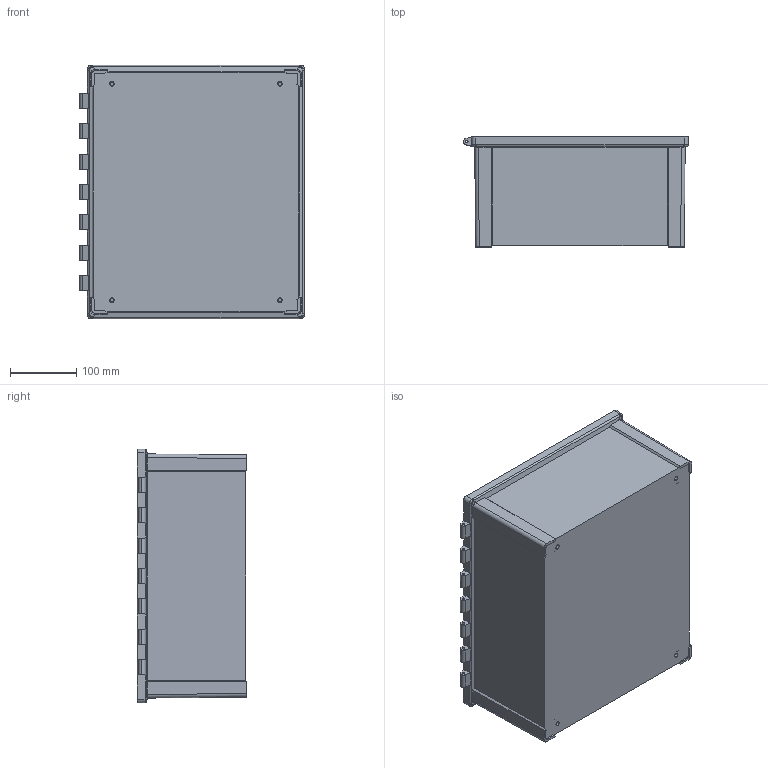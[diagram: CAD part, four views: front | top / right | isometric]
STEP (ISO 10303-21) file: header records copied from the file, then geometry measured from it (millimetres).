
FILE_DESCRIPTION (( 'STEP AP214' ), '1' );
FILE_NAME ('14x12_hinge_base.STEP', '2016-05-12T05:54:50', ( '' ), ( '' ), 'SwSTEP 2.0', 'SolidWorks 2015', '' );
FILE_SCHEMA (( 'AUTOMOTIVE_DESIGN' ));
Length unit declared in the file: millimetre
Products named in the file (1): 14x12_hinge_base
Bounding box: 340.05 x 166 x 383.75 mm (x, y, z)
Volume: 1392292.9 mm3; surface area: 710251.7 mm2
Topology: 6 solids, 14 shells, 606 faces, 1626 edges, 1066 vertices
Faces by surface type: plane 351, cylinder 152, cone 75, bspline 28
Entity records: 20626 total; most frequent: CARTESIAN_POINT 5796, ORIENTED_EDGE 3252, DIRECTION 2890, EDGE_CURVE 1626, VERTEX_POINT 1066, VECTOR 986, LINE 986, AXIS2_PLACEMENT_3D 952
